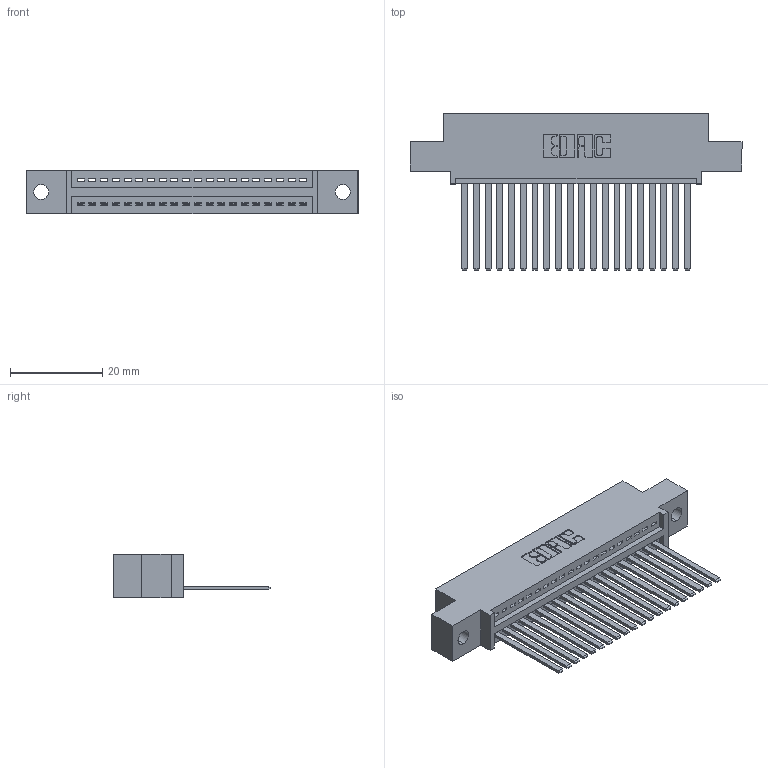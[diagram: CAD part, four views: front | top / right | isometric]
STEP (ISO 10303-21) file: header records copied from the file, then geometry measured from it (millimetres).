
FILE_DESCRIPTION (( 'STEP AP203' ), '1' );
FILE_NAME ('345-020-544-402.STEP', '2019-10-04T21:13:42', ( '' ), ( '' ), 'SwSTEP 2.0', 'SolidWorks 2016', '' );
FILE_SCHEMA (( 'CONFIG_CONTROL_DESIGN' ));
Length unit declared in the file: inch
Products named in the file (3): 345 Part_0.110 Offset - 0.128 Dia; 345-292-001_345-293-144; 345-020-544-402
Assembly tree (21 placements, depth 2):
  345-020-544-402
    345 Part_0.110 Offset - 0.128 Dia
    345-292-001_345-293-144  x20
Bounding box: 72.01 x 33.96 x 9.4 mm (x, y, z)
Volume: 6780.8 mm3; surface area: 9217.9 mm2
Topology: 21 solids, 21 shells, 1170 faces, 3513 edges, 2314 vertices
Faces by surface type: plane 804, cylinder 366
Entity records: 17965 total; most frequent: CARTESIAN_POINT 3120, ORIENTED_EDGE 3074, DIRECTION 2753, EDGE_CURVE 1537, VECTOR 1329, LINE 1329, VERTEX_POINT 1022, AXIS2_PLACEMENT_3D 712
